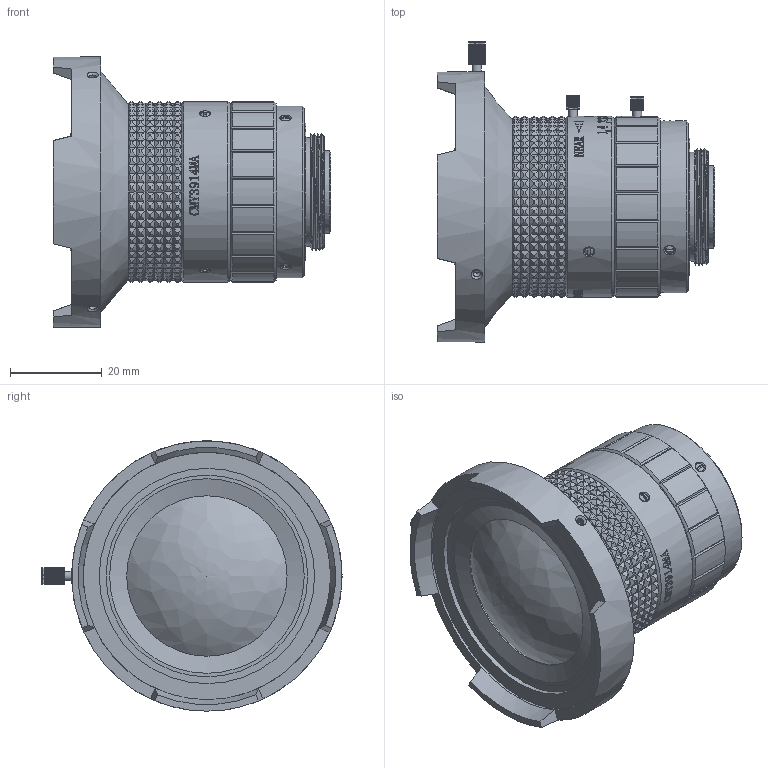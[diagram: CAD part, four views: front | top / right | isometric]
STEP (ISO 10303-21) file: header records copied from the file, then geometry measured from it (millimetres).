
FILE_DESCRIPTION (( 'STEP AP203' ), '1' );
FILE_NAME ('600073.STEP', '2023-11-13T05:40:53', ( 'Windows User' ), ( 'P R C' ), 'SwSTEP 2.0', 'SolidWorks 2020', '' );
FILE_SCHEMA (( 'CONFIG_CONTROL_DESIGN' ));
Products named in the file (1): 600073
Bounding box: 60.5 x 65.5 x 59 mm (x, y, z)
Volume: 56016.5 mm3; surface area: 33171.5 mm2
Topology: 14 solids, 21 shells, 2610 faces, 7264 edges, 4762 vertices
Faces by surface type: plane 1409, cylinder 602, bspline 438, cone 160, torus 1
Full cylindrical faces by diameter (mm): 0.6 x1, 1.176 x2, 1.6 x5, 2 x6, 11 x2, 12 x1, 14 x3, 18 x1, 18.4 x1, 22 x2, 23.8 x1, 30 x2, 35 x3, 36 x2, 36.7 x1, 37 x2, 37.5 x1, 37.8 x1, 39 x2, 39.5 x1, 44 x2, 47 x2, 53 x1, 54 x1, 55 x2, 59 x1
Entity records: 116430 total; most frequent: CARTESIAN_POINT 56528, ORIENTED_EDGE 14296, DIRECTION 9533, EDGE_CURVE 7148, VERTEX_POINT 4734, AXIS2_PLACEMENT_3D 3386, B_SPLINE_CURVE_WITH_KNOTS 3166, EDGE_LOOP 2790
